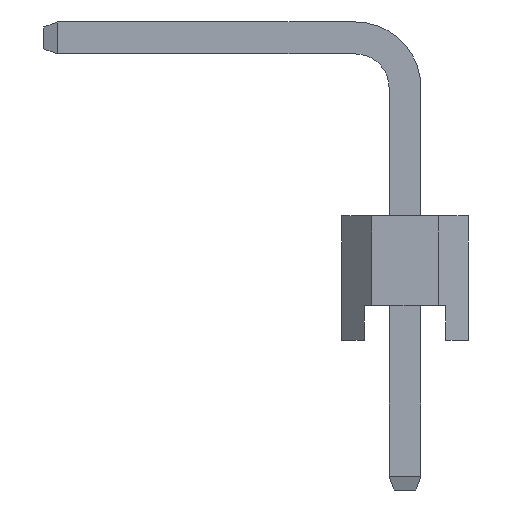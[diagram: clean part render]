
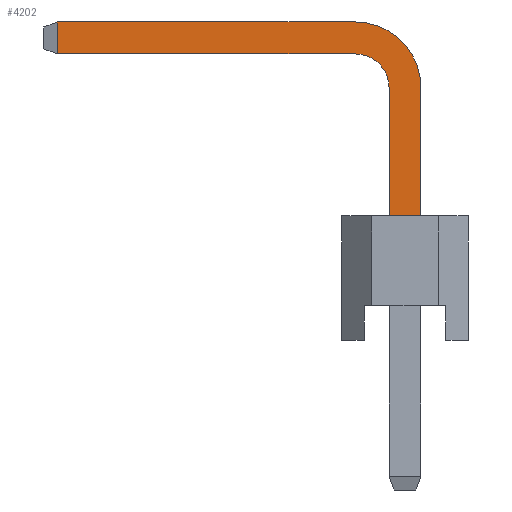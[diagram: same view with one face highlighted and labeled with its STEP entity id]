
A CAD part, left-side view. The second image highlights one B-rep face of the part: STEP entity #4202.
In plain terms, the highlighted planar face has unit normal (-1, 0, 0).
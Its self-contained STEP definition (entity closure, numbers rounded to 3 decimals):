
#4202=ADVANCED_FACE('',(#12952),#12954,.T.);
#12952=FACE_BOUND('',#12953,.T.);
#12953=EDGE_LOOP('',(#20169,#20170,#20171,#20172,#20173,#20174,#20175,#20176));
#12954=PLANE('',#12955);
#12955=AXIS2_PLACEMENT_3D('',#12956,#12957,#12958);
#12956=CARTESIAN_POINT('',(-0.32,0.32,-3.));
#12957=DIRECTION('',(-1.,0.,0.));
#12958=DIRECTION('',(0.,-1.,0.));
#20169=ORIENTED_EDGE('',*,*,#24542,.F.);
#20170=ORIENTED_EDGE('',*,*,#24543,.F.);
#20171=ORIENTED_EDGE('',*,*,#24544,.F.);
#20172=ORIENTED_EDGE('',*,*,#24531,.F.);
#20173=ORIENTED_EDGE('',*,*,#22900,.T.);
#20174=ORIENTED_EDGE('',*,*,#24541,.T.);
#20175=ORIENTED_EDGE('',*,*,#24545,.T.);
#20176=ORIENTED_EDGE('',*,*,#24546,.T.);
#22900=EDGE_CURVE('',#25938,#25942,#25944,.T.);
#24531=EDGE_CURVE('',#25938,#28683,#28684,.T.);
#24541=EDGE_CURVE('',#25942,#28699,#28701,.T.);
#24542=EDGE_CURVE('',#28702,#28703,#28704,.T.);
#24543=EDGE_CURVE('',#28705,#28702,#28706,.T.);
#24544=EDGE_CURVE('',#28683,#28705,#28707,.T.);
#24545=EDGE_CURVE('',#28699,#28708,#28709,.T.);
#24546=EDGE_CURVE('',#28708,#28703,#28710,.T.);
#25938=VERTEX_POINT('',#31026);
#25942=VERTEX_POINT('',#31034);
#25944=LINE('',#31038,#31039);
#28683=VERTEX_POINT('',#37167);
#28684=LINE('',#37168,#37169);
#28699=VERTEX_POINT('',#37203);
#28701=LINE('',#37207,#37208);
#28702=VERTEX_POINT('',#37210);
#28703=VERTEX_POINT('',#37211);
#28704=LINE('',#37212,#37213);
#28705=VERTEX_POINT('',#37215);
#28706=LINE('',#37216,#37217);
#28707=CIRCLE('',#37219,0.68);
#28708=VERTEX_POINT('',#37223);
#28709=CIRCLE('',#37224,1.32);
#28710=LINE('',#37228,#37229);
#31026=CARTESIAN_POINT('',(-0.32,0.32,2.5));
#31034=CARTESIAN_POINT('',(-0.32,-0.32,2.5));
#31038=CARTESIAN_POINT('',(-0.32,0.32,2.5));
#31039=VECTOR('',#31040,1.);
#31040=DIRECTION('',(0.,-1.,0.));
#37167=CARTESIAN_POINT('',(-0.32,0.32,5.07));
#37168=CARTESIAN_POINT('',(-0.32,0.32,2.5));
#37169=VECTOR('',#37170,1.);
#37170=DIRECTION('',(0.,0.,1.));
#37203=CARTESIAN_POINT('',(-0.32,-0.32,5.07));
#37207=CARTESIAN_POINT('',(-0.32,-0.32,2.5));
#37208=VECTOR('',#37209,1.);
#37209=DIRECTION('',(0.,0.,1.));
#37210=CARTESIAN_POINT('',(-0.32,6.975,5.75));
#37211=CARTESIAN_POINT('',(-0.32,6.975,6.39));
#37212=CARTESIAN_POINT('',(-0.32,6.975,5.75));
#37213=VECTOR('',#37214,1.);
#37214=DIRECTION('',(0.,0.,1.));
#37215=CARTESIAN_POINT('',(-0.32,1.,5.75));
#37216=CARTESIAN_POINT('',(-0.32,1.,5.75));
#37217=VECTOR('',#37218,1.);
#37218=DIRECTION('',(0.,1.,0.));
#37219=AXIS2_PLACEMENT_3D('',#37220,#37221,#37222);
#37220=CARTESIAN_POINT('',(-0.32,1.,5.07));
#37221=DIRECTION('',(-1.,-0.,0.));
#37222=DIRECTION('',(0.,-1.,0.));
#37223=CARTESIAN_POINT('',(-0.32,1.,6.39));
#37224=AXIS2_PLACEMENT_3D('',#37225,#37226,#37227);
#37225=CARTESIAN_POINT('',(-0.32,1.,5.07));
#37226=DIRECTION('',(-1.,-0.,0.));
#37227=DIRECTION('',(0.,-1.,0.));
#37228=CARTESIAN_POINT('',(-0.32,1.,6.39));
#37229=VECTOR('',#37230,1.);
#37230=DIRECTION('',(0.,1.,0.));
